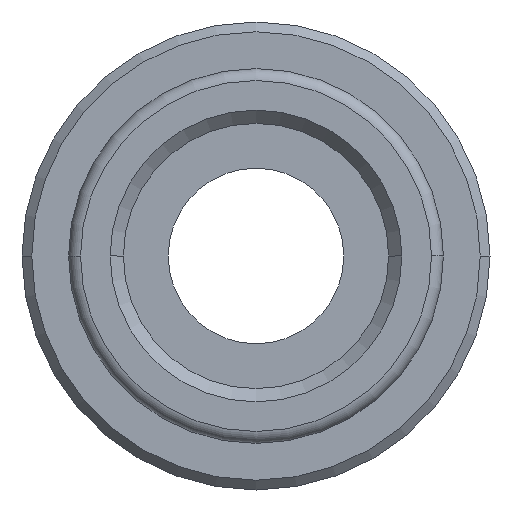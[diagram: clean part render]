
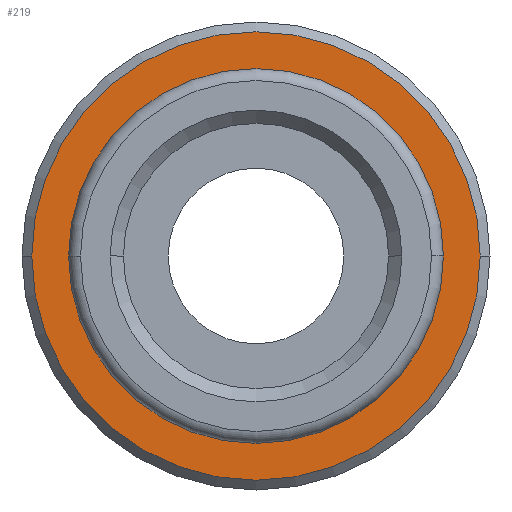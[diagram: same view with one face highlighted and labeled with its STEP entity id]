
A CAD part, front view. The second image highlights one B-rep face of the part: STEP entity #219.
In plain terms, the highlighted planar face has unit normal (0, -1, 0).
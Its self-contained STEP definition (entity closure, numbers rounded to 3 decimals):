
#219=ADVANCED_FACE('',(#443,#444),#445,.T.);
#443=FACE_BOUND('',#664,.T.);
#444=FACE_OUTER_BOUND('',#665,.T.);
#445=PLANE('',#666);
#664=EDGE_LOOP('',(#1195,#1196));
#665=EDGE_LOOP('',(#1197,#1198));
#666=AXIS2_PLACEMENT_3D('',#1199,#1200,#1201);
#1195=ORIENTED_EDGE('',*,*,#1361,.T.);
#1196=ORIENTED_EDGE('',*,*,#1423,.T.);
#1197=ORIENTED_EDGE('',*,*,#1448,.F.);
#1198=ORIENTED_EDGE('',*,*,#1340,.F.);
#1199=CARTESIAN_POINT('',(5.75,3.6,0.0));
#1200=DIRECTION('',(0.,-1.0,0.0));
#1201=DIRECTION('',(-1.0,0.,0.0));
#1340=EDGE_CURVE('',#1607,#1604,#1609,.T.);
#1361=EDGE_CURVE('',#1639,#1637,#1640,.T.);
#1423=EDGE_CURVE('',#1637,#1639,#1712,.T.);
#1448=EDGE_CURVE('',#1604,#1607,#1739,.T.);
#1604=VERTEX_POINT('',#2104);
#1607=VERTEX_POINT('',#2108);
#1609=CIRCLE('',#2111,11.5);
#1637=VERTEX_POINT('',#2165);
#1639=VERTEX_POINT('',#2168);
#1640=CIRCLE('',#2169,9.0);
#1712=CIRCLE('',#2306,9.0);
#1739=CIRCLE('',#2340,11.5);
#2104=CARTESIAN_POINT('',(11.5,3.6,0.0));
#2108=CARTESIAN_POINT('',(-11.5,3.6,0.));
#2111=AXIS2_PLACEMENT_3D('',#2469,#2470,#2471);
#2165=CARTESIAN_POINT('',(9.0,3.6,0.));
#2168=CARTESIAN_POINT('',(-9.0,3.6,0.));
#2169=AXIS2_PLACEMENT_3D('',#2498,#2499,#2500);
#2306=AXIS2_PLACEMENT_3D('',#2583,#2584,#2585);
#2340=AXIS2_PLACEMENT_3D('',#2605,#2606,#2607);
#2469=CARTESIAN_POINT('',(0.0,3.6,0.0));
#2470=DIRECTION('',(-0.0,1.0,0.0));
#2471=DIRECTION('',(1.0,0.0,0.0));
#2498=CARTESIAN_POINT('',(0.0,3.6,0.0));
#2499=DIRECTION('',(0.,1.0,0.0));
#2500=DIRECTION('',(1.0,0.,0.0));
#2583=CARTESIAN_POINT('',(0.0,3.6,0.0));
#2584=DIRECTION('',(0.,1.0,0.0));
#2585=DIRECTION('',(1.0,0.,0.0));
#2605=CARTESIAN_POINT('',(0.0,3.6,0.0));
#2606=DIRECTION('',(-0.0,1.0,0.0));
#2607=DIRECTION('',(1.0,0.0,0.0));
